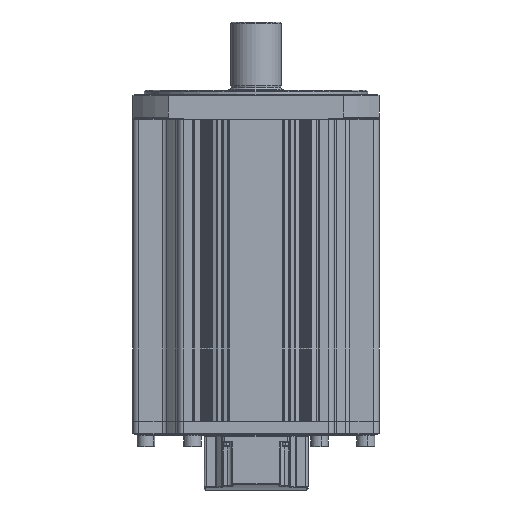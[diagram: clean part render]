
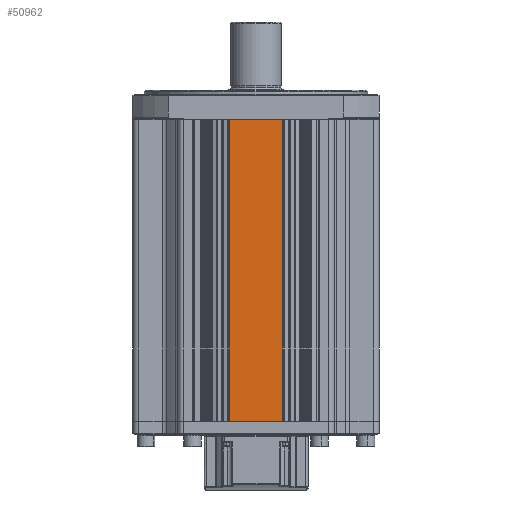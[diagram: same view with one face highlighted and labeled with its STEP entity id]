
A CAD part, front view. The second image highlights one B-rep face of the part: STEP entity #50962.
In plain terms, the highlighted planar face has unit normal (0, -1, 0).
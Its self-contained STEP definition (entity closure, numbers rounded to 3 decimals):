
#12328 = EDGE_CURVE ( 'NONE', #53741, #53784, #67303, .T. ) ;
#12362 = EDGE_CURVE ( 'NONE', #53784, #53799, #67407, .T. ) ;
#12380 = EDGE_CURVE ( 'NONE', #53741, #53692, #66090, .T. ) ;
#12392 = EDGE_CURVE ( 'NONE', #53692, #53799, #66187, .T. ) ;
#32531 = EDGE_LOOP ( 'NONE', ( #74958, #74914, #74930, #74850 ) ) ;
#39243 = VECTOR ( 'NONE', #67328, 1000. ) ;
#39391 = VECTOR ( 'NONE', #67409, 1000. ) ;
#39395 = VECTOR ( 'NONE', #66175, 1000. ) ;
#39461 = VECTOR ( 'NONE', #66148, 1000. ) ;
#47749 = CARTESIAN_POINT ( 'NONE',  ( -24., -110., -270. ) ) ;
#47814 = CARTESIAN_POINT ( 'NONE',  ( -24., -110., 0. ) ) ;
#47877 = CARTESIAN_POINT ( 'NONE',  ( 24., -110., 0. ) ) ;
#47912 = CARTESIAN_POINT ( 'NONE',  ( 24., -110., -270. ) ) ;
#50962 = ADVANCED_FACE ( 'NONE', ( #76141 ), #76126, .F. ) ;
#53692 = VERTEX_POINT ( 'NONE', #47749 ) ;
#53741 = VERTEX_POINT ( 'NONE', #47814 ) ;
#53784 = VERTEX_POINT ( 'NONE', #47877 ) ;
#53799 = VERTEX_POINT ( 'NONE', #47912 ) ;
#66090 = LINE ( 'NONE', #66165, #39461 ) ;
#66148 = DIRECTION ( 'NONE',  ( 0., 0., -1. ) ) ;
#66165 = CARTESIAN_POINT ( 'NONE',  ( -24., -110., 0. ) ) ;
#66175 = DIRECTION ( 'NONE',  ( 1., 0., 0. ) ) ;
#66187 = LINE ( 'NONE', #66218, #39395 ) ;
#66218 = CARTESIAN_POINT ( 'NONE',  ( 6.427, -110., -270. ) ) ;
#67303 = LINE ( 'NONE', #67307, #39243 ) ;
#67307 = CARTESIAN_POINT ( 'NONE',  ( 6.427, -110., 0. ) ) ;
#67328 = DIRECTION ( 'NONE',  ( 1., 0., 0. ) ) ;
#67347 = CARTESIAN_POINT ( 'NONE',  ( 24., -110., 0. ) ) ;
#67407 = LINE ( 'NONE', #67347, #39391 ) ;
#67409 = DIRECTION ( 'NONE',  ( 0., 0., -1. ) ) ;
#74850 = ORIENTED_EDGE ( 'NONE', *, *, #12380, .T. ) ;
#74914 = ORIENTED_EDGE ( 'NONE', *, *, #12362, .F. ) ;
#74930 = ORIENTED_EDGE ( 'NONE', *, *, #12328, .F. ) ;
#74958 = ORIENTED_EDGE ( 'NONE', *, *, #12392, .T. ) ;
#76122 = DIRECTION ( 'NONE',  ( -1., 0., 0. ) ) ;
#76126 = PLANE ( 'NONE',  #78825 ) ;
#76135 = CARTESIAN_POINT ( 'NONE',  ( 6.427, -110., 0. ) ) ;
#76141 = FACE_OUTER_BOUND ( 'NONE', #32531, .T. ) ;
#76147 = DIRECTION ( 'NONE',  ( 0., 1., 0. ) ) ;
#78825 = AXIS2_PLACEMENT_3D ( 'NONE', #76135, #76147, #76122 ) ;
